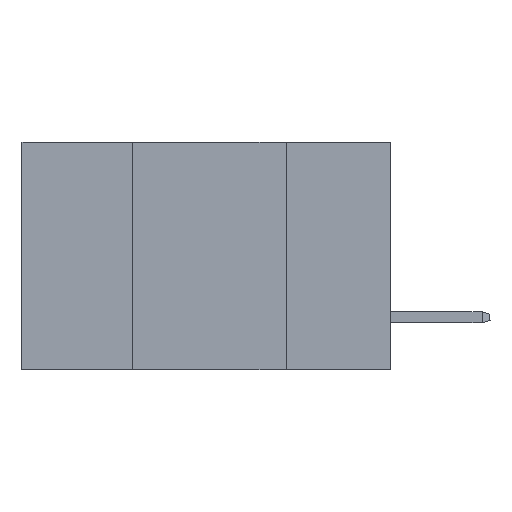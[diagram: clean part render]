
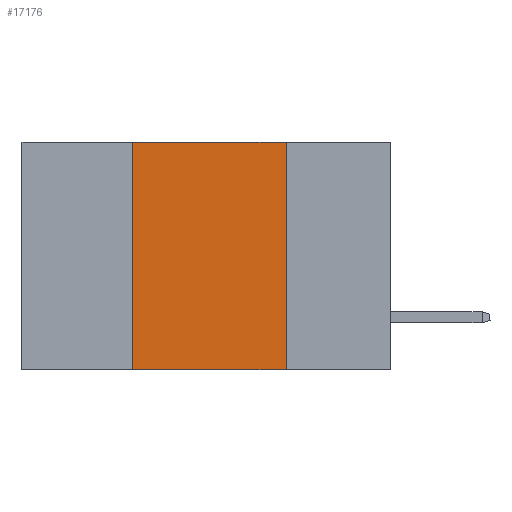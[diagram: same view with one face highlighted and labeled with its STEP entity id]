
A CAD part, left-side view. The second image highlights one B-rep face of the part: STEP entity #17176.
In plain terms, the highlighted planar face has unit normal (-1, 0, 0).
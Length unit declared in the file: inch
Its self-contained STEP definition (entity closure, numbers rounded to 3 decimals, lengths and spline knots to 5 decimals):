
#1405 = LINE ( 'NONE', #27037, #12326 ) ;
#1495 = CARTESIAN_POINT ( 'NONE',  ( 0., 0.17, 0. ) ) ;
#1544 = DIRECTION ( 'NONE',  ( 0., -1., 0. ) ) ;
#1842 = EDGE_CURVE ( 'NONE', #25110, #5989, #4941, .T. ) ;
#2542 = VERTEX_POINT ( 'NONE', #11594 ) ;
#3819 = VECTOR ( 'NONE', #25159, 39.37008 ) ;
#4896 = FACE_OUTER_BOUND ( 'NONE', #12886, .T. ) ;
#4941 = LINE ( 'NONE', #21922, #9872 ) ;
#5614 = DIRECTION ( 'NONE',  ( 1., 0., 0. ) ) ;
#5836 = DIRECTION ( 'NONE',  ( 0., 0., -1. ) ) ;
#5989 = VERTEX_POINT ( 'NONE', #24152 ) ;
#6255 = EDGE_CURVE ( 'NONE', #2542, #25110, #1405, .T. ) ;
#6475 = ORIENTED_EDGE ( 'NONE', *, *, #6255, .F. ) ;
#9872 = VECTOR ( 'NONE', #5836, 39.37008 ) ;
#10490 = CARTESIAN_POINT ( 'NONE',  ( 0., 0.42, -0.37 ) ) ;
#11078 = EDGE_CURVE ( 'NONE', #16380, #5989, #17750, .T. ) ;
#11594 = CARTESIAN_POINT ( 'NONE',  ( 0., 0.42, 0. ) ) ;
#12230 = AXIS2_PLACEMENT_3D ( 'NONE', #28148, #5614, #14789 ) ;
#12326 = VECTOR ( 'NONE', #26853, 39.37008 ) ;
#12886 = EDGE_LOOP ( 'NONE', ( #20120, #6475, #24724, #14449 ) ) ;
#13692 = EDGE_CURVE ( 'NONE', #16380, #2542, #20408, .T. ) ;
#14449 = ORIENTED_EDGE ( 'NONE', *, *, #11078, .T. ) ;
#14789 = DIRECTION ( 'NONE',  ( 0., 0., -1. ) ) ;
#16380 = VERTEX_POINT ( 'NONE', #10490 ) ;
#17176 = ADVANCED_FACE ( 'NONE', ( #4896 ), #23773, .F. ) ;
#17750 = LINE ( 'NONE', #22172, #22325 ) ;
#20120 = ORIENTED_EDGE ( 'NONE', *, *, #1842, .F. ) ;
#20408 = LINE ( 'NONE', #25363, #3819 ) ;
#21922 = CARTESIAN_POINT ( 'NONE',  ( 0., 0.17, 0. ) ) ;
#22172 = CARTESIAN_POINT ( 'NONE',  ( 0., 0.6, -0.37 ) ) ;
#22325 = VECTOR ( 'NONE', #1544, 39.37008 ) ;
#23773 = PLANE ( 'NONE',  #12230 ) ;
#24152 = CARTESIAN_POINT ( 'NONE',  ( 0., 0.17, -0.37 ) ) ;
#24724 = ORIENTED_EDGE ( 'NONE', *, *, #13692, .F. ) ;
#25110 = VERTEX_POINT ( 'NONE', #1495 ) ;
#25159 = DIRECTION ( 'NONE',  ( 0., 0., 1. ) ) ;
#25363 = CARTESIAN_POINT ( 'NONE',  ( 0., 0.42, 0. ) ) ;
#26853 = DIRECTION ( 'NONE',  ( 0., -1., 0. ) ) ;
#27037 = CARTESIAN_POINT ( 'NONE',  ( 0., 0.6, 0. ) ) ;
#28148 = CARTESIAN_POINT ( 'NONE',  ( 0., 0.6, 0. ) ) ;
